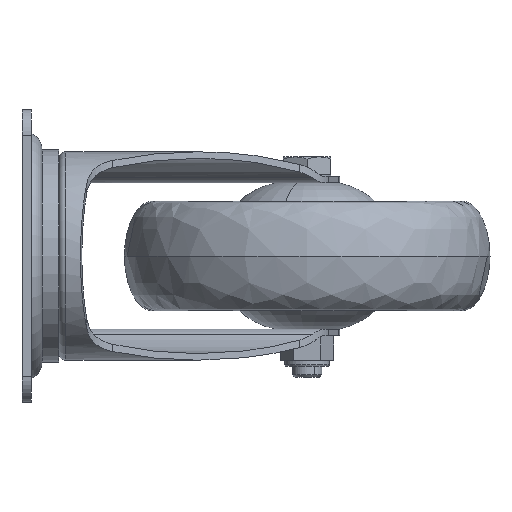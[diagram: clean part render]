
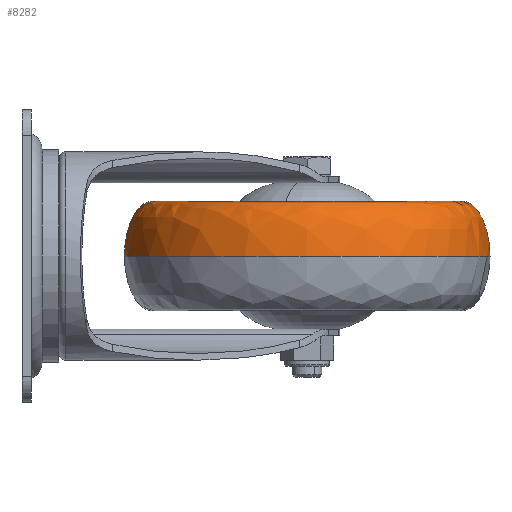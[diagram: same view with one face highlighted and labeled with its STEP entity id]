
A CAD part, left-side view. The second image highlights one B-rep face of the part: STEP entity #8282.
In plain terms, the highlighted free-form (B-spline) face has degree [3, 3] with [4, 4] control points.
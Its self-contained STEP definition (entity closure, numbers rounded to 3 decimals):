
#49 = CARTESIAN_POINT ( 'NONE',  ( 17.949, -40.34, 15. ) ) ;
#206 =( BOUNDED_SURFACE ( )  B_SPLINE_SURFACE ( 3, 3, ( 
 ( #9082, #3431, #6203, #5180 ),
 ( #8956, #2615, #11620, #9881 ),
 ( #3496, #834, #1699, #7938 ),
 ( #3381, #2493, #8156, #723 ) ),
 .UNSPECIFIED., .F., .F., .F. ) 
 B_SPLINE_SURFACE_WITH_KNOTS ( ( 4, 4 ),
 ( 4, 4 ),
 ( 0., 1. ),
 ( 0., 1. ),
 .UNSPECIFIED. ) 
 GEOMETRIC_REPRESENTATION_ITEM ( )  RATIONAL_B_SPLINE_SURFACE ( (
 ( 1., 0.333, 0.333, 1.),
 ( 0.805, 0.268, 0.268, 0.805),
 ( 0.805, 0.268, 0.268, 0.805),
 ( 1., 0.333, 0.333, 1.) ) ) 
 REPRESENTATION_ITEM ( '' )  SURFACE ( )  );
#336 = AXIS2_PLACEMENT_3D ( 'NONE', #10563, #7892, #620 ) ;
#492 = ORIENTED_EDGE ( 'NONE', *, *, #8664, .T. ) ;
#620 = DIRECTION ( 'NONE',  ( 1., 0., 0. ) ) ;
#723 = CARTESIAN_POINT ( 'NONE',  ( 17.949, 9.66, 0. ) ) ;
#834 = CARTESIAN_POINT ( 'NONE',  ( -82.051, -90.34, 8.787 ) ) ;
#1656 = CIRCLE ( 'NONE', #7219, 42.25 ) ;
#1699 = CARTESIAN_POINT ( 'NONE',  ( -82.051, 9.66, 8.787 ) ) ;
#2179 = EDGE_LOOP ( 'NONE', ( #11750, #492, #11152, #10333 ) ) ;
#2493 = CARTESIAN_POINT ( 'NONE',  ( -82.051, -90.34, 0. ) ) ;
#2584 = CARTESIAN_POINT ( 'NONE',  ( 17.949, 1.91, 15. ) ) ;
#2615 = CARTESIAN_POINT ( 'NONE',  ( -75.631, -87.13, 15. ) ) ;
#2752 =( BOUNDED_CURVE ( )  B_SPLINE_CURVE ( 3, ( #4867, #5883, #7806, #9446 ),
 .UNSPECIFIED., .F., .F. ) 
 B_SPLINE_CURVE_WITH_KNOTS ( ( 4, 4 ),
 ( 4.712, 6.283 ),
 .UNSPECIFIED. ) 
 CURVE ( )  GEOMETRIC_REPRESENTATION_ITEM ( )  RATIONAL_B_SPLINE_CURVE ( ( 1., 0.805, 0.805, 1. ) ) 
 REPRESENTATION_ITEM ( '' )  );
#3031 = VERTEX_POINT ( 'NONE', #4062 ) ;
#3283 = CARTESIAN_POINT ( 'NONE',  ( 17.949, 9.66, 0. ) ) ;
#3381 = CARTESIAN_POINT ( 'NONE',  ( 17.949, -90.34, 0. ) ) ;
#3431 = CARTESIAN_POINT ( 'NONE',  ( -66.551, -82.59, 15. ) ) ;
#3496 = CARTESIAN_POINT ( 'NONE',  ( 17.949, -90.34, 8.787 ) ) ;
#4062 = CARTESIAN_POINT ( 'NONE',  ( 17.949, 9.66, 0. ) ) ;
#4867 = CARTESIAN_POINT ( 'NONE',  ( 17.949, -90.34, 0. ) ) ;
#5180 = CARTESIAN_POINT ( 'NONE',  ( 17.949, 1.91, 15. ) ) ;
#5883 = CARTESIAN_POINT ( 'NONE',  ( 17.949, -90.34, 8.787 ) ) ;
#6062 = EDGE_CURVE ( 'NONE', #10380, #8754, #1656, .T. ) ;
#6166 = CARTESIAN_POINT ( 'NONE',  ( 17.949, 9.66, 8.787 ) ) ;
#6203 = CARTESIAN_POINT ( 'NONE',  ( -66.551, 1.91, 15. ) ) ;
#6607 = DIRECTION ( 'NONE',  ( -1., 0., 0. ) ) ;
#6805 =( BOUNDED_CURVE ( )  B_SPLINE_CURVE ( 3, ( #2584, #11590, #6166, #3283 ),
 .UNSPECIFIED., .F., .F. ) 
 B_SPLINE_CURVE_WITH_KNOTS ( ( 4, 4 ),
 ( 0., 1.571 ),
 .UNSPECIFIED. ) 
 CURVE ( )  GEOMETRIC_REPRESENTATION_ITEM ( )  RATIONAL_B_SPLINE_CURVE ( ( 1., 0.805, 0.805, 1. ) ) 
 REPRESENTATION_ITEM ( '' )  );
#6845 = VERTEX_POINT ( 'NONE', #11410 ) ;
#6973 = CARTESIAN_POINT ( 'NONE',  ( 17.949, 1.91, 15. ) ) ;
#7219 = AXIS2_PLACEMENT_3D ( 'NONE', #49, #11174, #6607 ) ;
#7806 = CARTESIAN_POINT ( 'NONE',  ( 17.949, -87.13, 15. ) ) ;
#7892 = DIRECTION ( 'NONE',  ( 0., 0., 1. ) ) ;
#7938 = CARTESIAN_POINT ( 'NONE',  ( 17.949, 9.66, 8.787 ) ) ;
#8156 = CARTESIAN_POINT ( 'NONE',  ( -82.051, 9.66, 0. ) ) ;
#8282 = ADVANCED_FACE ( 'NONE', ( #10897 ), #206, .F. ) ;
#8664 = EDGE_CURVE ( 'NONE', #6845, #10380, #2752, .T. ) ;
#8754 = VERTEX_POINT ( 'NONE', #6973 ) ;
#8956 = CARTESIAN_POINT ( 'NONE',  ( 17.949, -87.13, 15. ) ) ;
#9082 = CARTESIAN_POINT ( 'NONE',  ( 17.949, -82.59, 15. ) ) ;
#9177 = CIRCLE ( 'NONE', #336, 50. ) ;
#9446 = CARTESIAN_POINT ( 'NONE',  ( 17.949, -82.59, 15. ) ) ;
#9623 = CARTESIAN_POINT ( 'NONE',  ( 17.949, -82.59, 15. ) ) ;
#9881 = CARTESIAN_POINT ( 'NONE',  ( 17.949, 6.45, 15. ) ) ;
#10333 = ORIENTED_EDGE ( 'NONE', *, *, #10807, .T. ) ;
#10380 = VERTEX_POINT ( 'NONE', #9623 ) ;
#10563 = CARTESIAN_POINT ( 'NONE',  ( 17.949, -40.34, 0. ) ) ;
#10807 = EDGE_CURVE ( 'NONE', #8754, #3031, #6805, .T. ) ;
#10897 = FACE_OUTER_BOUND ( 'NONE', #2179, .T. ) ;
#11137 = EDGE_CURVE ( 'NONE', #3031, #6845, #9177, .T. ) ;
#11152 = ORIENTED_EDGE ( 'NONE', *, *, #6062, .T. ) ;
#11174 = DIRECTION ( 'NONE',  ( 0., 0., -1. ) ) ;
#11410 = CARTESIAN_POINT ( 'NONE',  ( 17.949, -90.34, 0. ) ) ;
#11590 = CARTESIAN_POINT ( 'NONE',  ( 17.949, 6.45, 15. ) ) ;
#11620 = CARTESIAN_POINT ( 'NONE',  ( -75.631, 6.45, 15. ) ) ;
#11750 = ORIENTED_EDGE ( 'NONE', *, *, #11137, .T. ) ;
